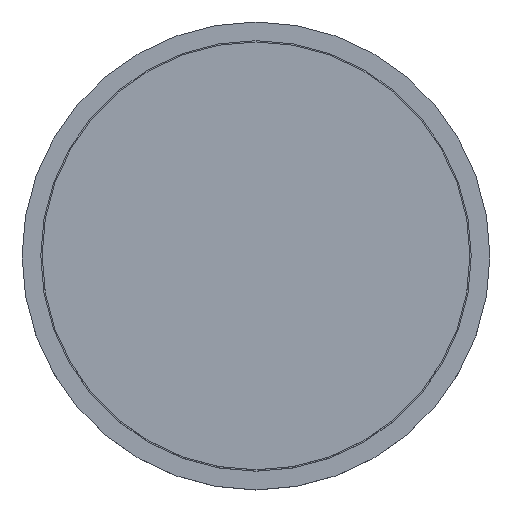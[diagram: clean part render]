
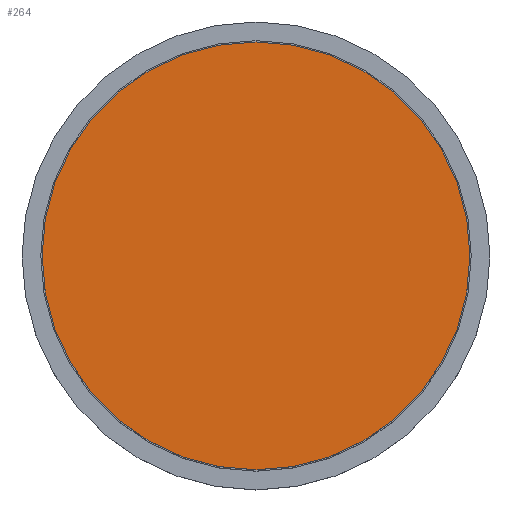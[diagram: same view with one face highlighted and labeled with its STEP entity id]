
A CAD part, top view. The second image highlights one B-rep face of the part: STEP entity #264.
In plain terms, the highlighted planar face has unit normal (0, 0, 1).
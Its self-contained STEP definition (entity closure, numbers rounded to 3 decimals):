
#4 = ORIENTED_EDGE ( 'NONE', *, *, #390, .T. ) ;
#35 = DIRECTION ( 'NONE',  ( 1., 0., 0. ) ) ;
#61 = DIRECTION ( 'NONE',  ( 1., 0., 0. ) ) ;
#90 = CARTESIAN_POINT ( 'NONE',  ( 0., 0., 7.5 ) ) ;
#93 = CARTESIAN_POINT ( 'NONE',  ( 0., 0., 7.5 ) ) ;
#97 = CARTESIAN_POINT ( 'NONE',  ( 0., 0., 7.5 ) ) ;
#113 = ORIENTED_EDGE ( 'NONE', *, *, #304, .T. ) ;
#146 = DIRECTION ( 'NONE',  ( 1., 0., 0. ) ) ;
#160 = VERTEX_POINT ( 'NONE', #381 ) ;
#239 = CIRCLE ( 'NONE', #297, 16. ) ;
#241 = PLANE ( 'NONE',  #317 ) ;
#264 = ADVANCED_FACE ( 'NONE', ( #320 ), #241, .T. ) ;
#276 = DIRECTION ( 'NONE',  ( 0., 0., 1. ) ) ;
#297 = AXIS2_PLACEMENT_3D ( 'NONE', #97, #355, #146 ) ;
#304 = EDGE_CURVE ( 'NONE', #442, #160, #461, .T. ) ;
#310 = DIRECTION ( 'NONE',  ( 0., 0., 1. ) ) ;
#317 = AXIS2_PLACEMENT_3D ( 'NONE', #93, #276, #35 ) ;
#318 = CARTESIAN_POINT ( 'NONE',  ( 16., 0., 7.5 ) ) ;
#320 = FACE_OUTER_BOUND ( 'NONE', #434, .T. ) ;
#355 = DIRECTION ( 'NONE',  ( 0., 0., 1. ) ) ;
#370 = AXIS2_PLACEMENT_3D ( 'NONE', #90, #310, #61 ) ;
#381 = CARTESIAN_POINT ( 'NONE',  ( -16., 0., 7.5 ) ) ;
#390 = EDGE_CURVE ( 'NONE', #160, #442, #239, .T. ) ;
#434 = EDGE_LOOP ( 'NONE', ( #4, #113 ) ) ;
#442 = VERTEX_POINT ( 'NONE', #318 ) ;
#461 = CIRCLE ( 'NONE', #370, 16. ) ;
